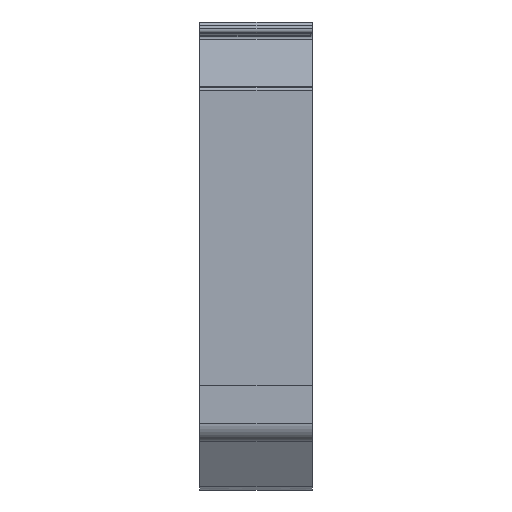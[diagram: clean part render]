
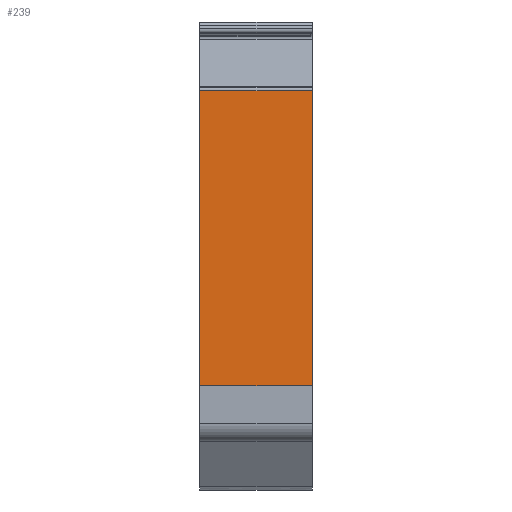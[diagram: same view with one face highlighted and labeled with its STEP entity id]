
A CAD part, left-side view. The second image highlights one B-rep face of the part: STEP entity #239.
In plain terms, the highlighted planar face has unit normal (-1, 0, 0).
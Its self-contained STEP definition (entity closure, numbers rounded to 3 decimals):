
#239 = ADVANCED_FACE( '', ( #636 ), #637, .F. );
#636 = FACE_OUTER_BOUND( '', #1195, .T. );
#637 = PLANE( '', #1196 );
#1195 = EDGE_LOOP( '', ( #1835, #1836, #1837, #1838, #1839, #1840 ) );
#1196 = AXIS2_PLACEMENT_3D( '', #1841, #1842, #1843 );
#1835 = ORIENTED_EDGE( '', *, *, #3547, .T. );
#1836 = ORIENTED_EDGE( '', *, *, #3548, .T. );
#1837 = ORIENTED_EDGE( '', *, *, #3549, .F. );
#1838 = ORIENTED_EDGE( '', *, *, #3550, .F. );
#1839 = ORIENTED_EDGE( '', *, *, #3551, .T. );
#1840 = ORIENTED_EDGE( '', *, *, #3552, .F. );
#1841 = CARTESIAN_POINT( '', ( -38.85, -12.2, -15.169 ) );
#1842 = DIRECTION( '', ( 1., 0., 0. ) );
#1843 = DIRECTION( '', ( 0., -1., 0. ) );
#3547 = EDGE_CURVE( '', #4308, #4309, #4310, .F. );
#3548 = EDGE_CURVE( '', #4309, #4311, #4312, .F. );
#3549 = EDGE_CURVE( '', #4313, #4311, #4314, .T. );
#3550 = EDGE_CURVE( '', #4315, #4313, #4316, .T. );
#3551 = EDGE_CURVE( '', #4315, #4317, #4318, .T. );
#3552 = EDGE_CURVE( '', #4308, #4317, #4319, .T. );
#4308 = VERTEX_POINT( '', #5421 );
#4309 = VERTEX_POINT( '', #5422 );
#4310 = LINE( '', #5423, #5424 );
#4311 = VERTEX_POINT( '', #5425 );
#4312 = LINE( '', #5426, #5427 );
#4313 = VERTEX_POINT( '', #5428 );
#4314 = LINE( '', #5429, #5430 );
#4315 = VERTEX_POINT( '', #5431 );
#4316 = LINE( '', #5432, #5433 );
#4317 = VERTEX_POINT( '', #5434 );
#4318 = LINE( '', #5435, #5436 );
#4319 = B_SPLINE_CURVE_WITH_KNOTS( '', 3, ( #5437, #5438, #5439, #5440 ), .UNSPECIFIED., .F., .F., ( 4, 4 ), ( 0., 1. ), .UNSPECIFIED. );
#5421 = CARTESIAN_POINT( '', ( -38.85, 0., 17.543 ) );
#5422 = CARTESIAN_POINT( '', ( -38.85, 0., 4.762 ) );
#5423 = CARTESIAN_POINT( '', ( -38.85, 0., 13.921 ) );
#5424 = VECTOR( '', #6794, 1000. );
#5425 = CARTESIAN_POINT( '', ( -38.85, 0., -14.511 ) );
#5426 = CARTESIAN_POINT( '', ( -38.85, 0., -15.169 ) );
#5427 = VECTOR( '', #6795, 1000. );
#5428 = CARTESIAN_POINT( '', ( -38.85, -12.2, -14.511 ) );
#5429 = CARTESIAN_POINT( '', ( -38.85, -6.1, -14.511 ) );
#5430 = VECTOR( '', #6796, 1000. );
#5431 = CARTESIAN_POINT( '', ( -38.85, -12.2, 4.776 ) );
#5432 = CARTESIAN_POINT( '', ( -38.85, -12.2, 17.65 ) );
#5433 = VECTOR( '', #6797, 1000. );
#5434 = CARTESIAN_POINT( '', ( -38.85, -12.2, 17.543 ) );
#5435 = CARTESIAN_POINT( '', ( -38.85, -12.2, 13.921 ) );
#5436 = VECTOR( '', #6798, 1000. );
#5437 = CARTESIAN_POINT( '', ( -38.85, 0., 17.543 ) );
#5438 = CARTESIAN_POINT( '', ( -38.85, -4.067, 17.543 ) );
#5439 = CARTESIAN_POINT( '', ( -38.85, -8.133, 17.543 ) );
#5440 = CARTESIAN_POINT( '', ( -38.85, -12.2, 17.543 ) );
#6794 = DIRECTION( '', ( 0., 0., 1. ) );
#6795 = DIRECTION( '', ( 0., 0., 1. ) );
#6796 = DIRECTION( '', ( 0., 1., 0. ) );
#6797 = DIRECTION( '', ( 0., 0., -1. ) );
#6798 = DIRECTION( '', ( 0., 0., 1. ) );
